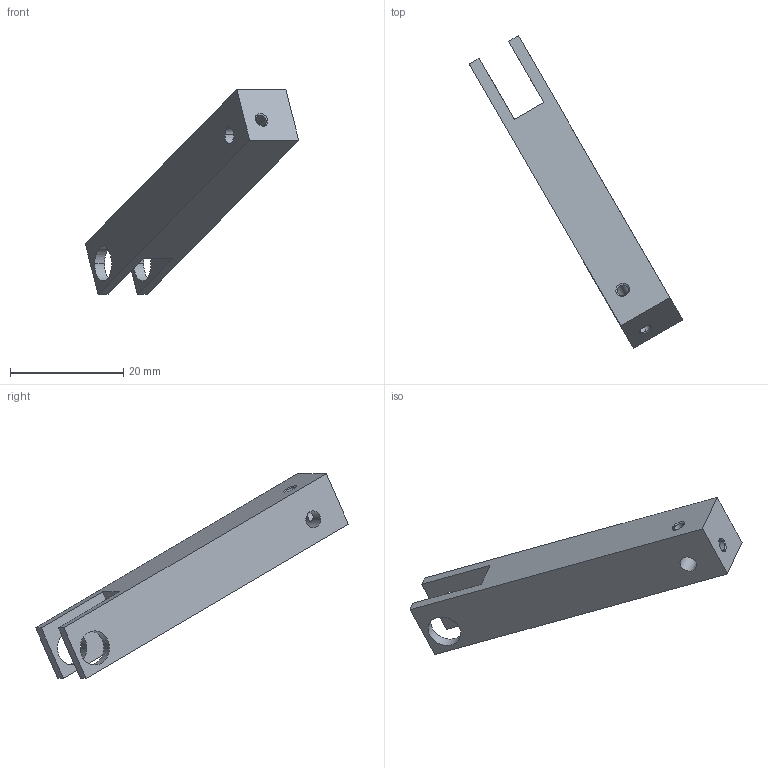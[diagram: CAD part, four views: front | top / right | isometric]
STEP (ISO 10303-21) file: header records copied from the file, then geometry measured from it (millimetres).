
FILE_DESCRIPTION(('Creo Elements/Direct Modeling STEP Export'),'2;1');
FILE_NAME('D003_Oberarm.stp','2014-08-04T17:50:48',(''),(''),'Creo Elements/Direct Modeling STEP processor for AP214 (Solid Model)','Creo Elements/Direct Modeling 17.0D 15-Jul-2011 (C) Parametric Technology GmbH','');
FILE_SCHEMA(('AUTOMOTIVE_DESIGN { 1 0 10303 214 1 1 1 1 }'));
Length unit declared in the file: millimetre
Products named in the file (2): D003_Oberarm
Assembly tree (1 placements, depth 2):
  D003_Oberarm
    D003_Oberarm
Bounding box: 37.66 x 55.23 x 36.15 mm (x, y, z)
Volume: 4947.1 mm3; surface area: 2799 mm2
Topology: 1 solids, 1 shells, 24 faces, 65 edges, 42 vertices
Faces by surface type: cylinder 10, plane 10, cone 4
Entity records: 882 total; most frequent: CARTESIAN_POINT 216, ORIENTED_EDGE 130, DIRECTION 108, EDGE_CURVE 65, VERTEX_POINT 42, AXIS2_PLACEMENT_3D 36, VECTOR 36, LINE 36
